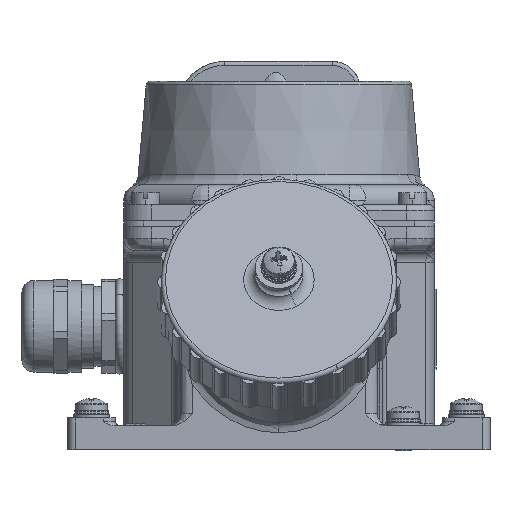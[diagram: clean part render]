
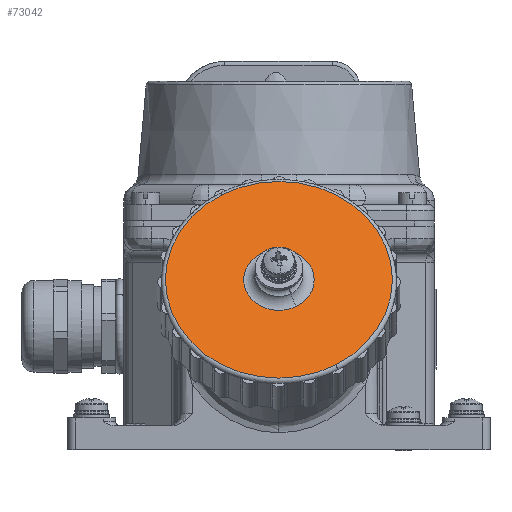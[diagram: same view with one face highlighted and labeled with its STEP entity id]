
A CAD part, front view. The second image highlights one B-rep face of the part: STEP entity #73042.
In plain terms, the highlighted face is planar.
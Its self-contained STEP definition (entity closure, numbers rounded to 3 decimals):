
#1141 = VERTEX_POINT ( 'NONE', #61587 ) ;
#4246 = ORIENTED_EDGE ( 'NONE', *, *, #96812, .T. ) ;
#6252 = ORIENTED_EDGE ( 'NONE', *, *, #67984, .T. ) ;
#6456 = CARTESIAN_POINT ( 'NONE',  ( 13., 0., 8.857 ) ) ;
#16812 = AXIS2_PLACEMENT_3D ( 'NONE', #85843, #18331, #97220 ) ;
#18331 = DIRECTION ( 'NONE',  ( 1., 0., 0. ) ) ;
#19544 = PLANE ( 'NONE',  #46969 ) ;
#21623 = ORIENTED_EDGE ( 'NONE', *, *, #39455, .T. ) ;
#25668 = VERTEX_POINT ( 'NONE', #88533 ) ;
#26054 = VERTEX_POINT ( 'NONE', #44305 ) ;
#28982 = VERTEX_POINT ( 'NONE', #6456 ) ;
#35626 = CARTESIAN_POINT ( 'NONE',  ( 13., 0., 0. ) ) ;
#38146 = CIRCLE ( 'NONE', #16812, 28.5 ) ;
#39455 = EDGE_CURVE ( 'NONE', #26054, #1141, #38146, .T. ) ;
#41200 = DIRECTION ( 'NONE',  ( -1., 0., 0. ) ) ;
#44305 = CARTESIAN_POINT ( 'NONE',  ( 13., 0., -28.5 ) ) ;
#46631 = CARTESIAN_POINT ( 'NONE',  ( 13., 0., 0. ) ) ;
#46928 = DIRECTION ( 'NONE',  ( 0., 0., 1. ) ) ;
#46969 = AXIS2_PLACEMENT_3D ( 'NONE', #143882, #121114, #87553 ) ;
#57998 = DIRECTION ( 'NONE',  ( 0., 0., 1. ) ) ;
#61587 = CARTESIAN_POINT ( 'NONE',  ( 13., 0., 28.5 ) ) ;
#65131 = FACE_OUTER_BOUND ( 'NONE', #125553, .T. ) ;
#65639 = CIRCLE ( 'NONE', #124117, 28.5 ) ;
#67984 = EDGE_CURVE ( 'NONE', #25668, #28982, #99606, .T. ) ;
#73042 = ADVANCED_FACE ( 'NONE', ( #91535, #65131 ), #19544, .F. ) ;
#85843 = CARTESIAN_POINT ( 'NONE',  ( 13., 0., 0. ) ) ;
#87553 = DIRECTION ( 'NONE',  ( 0., 0., 1. ) ) ;
#88533 = CARTESIAN_POINT ( 'NONE',  ( 13., 0., -8.857 ) ) ;
#91535 = FACE_BOUND ( 'NONE', #113127, .T. ) ;
#94144 = EDGE_CURVE ( 'NONE', #1141, #26054, #65639, .T. ) ;
#96812 = EDGE_CURVE ( 'NONE', #28982, #25668, #116253, .T. ) ;
#97220 = DIRECTION ( 'NONE',  ( 0., 0., 1. ) ) ;
#99606 = CIRCLE ( 'NONE', #117335, 8.857 ) ;
#104435 = AXIS2_PLACEMENT_3D ( 'NONE', #35626, #114477, #46928 ) ;
#108732 = CARTESIAN_POINT ( 'NONE',  ( 13., 0., 0. ) ) ;
#113127 = EDGE_LOOP ( 'NONE', ( #4246, #6252 ) ) ;
#114477 = DIRECTION ( 'NONE',  ( -1., 0., 0. ) ) ;
#116253 = CIRCLE ( 'NONE', #104435, 8.857 ) ;
#117335 = AXIS2_PLACEMENT_3D ( 'NONE', #108732, #41200, #120077 ) ;
#120077 = DIRECTION ( 'NONE',  ( 0., 0., 1. ) ) ;
#121114 = DIRECTION ( 'NONE',  ( -1., 0., 0. ) ) ;
#124117 = AXIS2_PLACEMENT_3D ( 'NONE', #46631, #125542, #57998 ) ;
#125542 = DIRECTION ( 'NONE',  ( 1., 0., 0. ) ) ;
#125553 = EDGE_LOOP ( 'NONE', ( #129708, #21623 ) ) ;
#129708 = ORIENTED_EDGE ( 'NONE', *, *, #94144, .T. ) ;
#143882 = CARTESIAN_POINT ( 'NONE',  ( 13., 29.5, 0. ) ) ;
